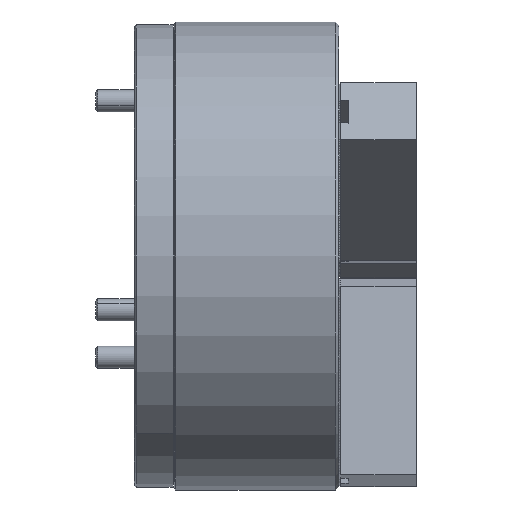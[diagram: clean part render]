
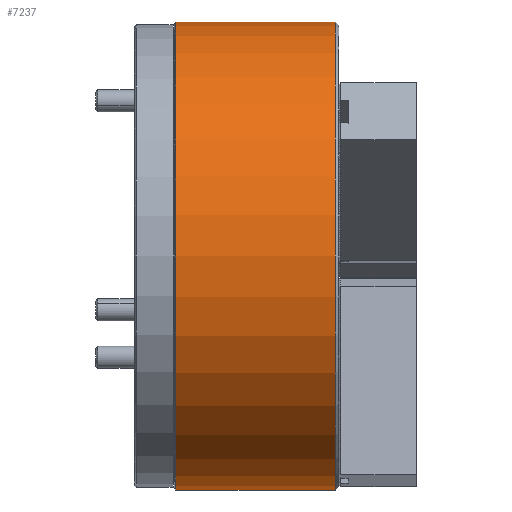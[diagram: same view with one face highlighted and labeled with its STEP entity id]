
A CAD part, front view. The second image highlights one B-rep face of the part: STEP entity #7237.
In plain terms, the highlighted cylindrical face has radius 127 mm (diameter 254 mm), a partial arc.
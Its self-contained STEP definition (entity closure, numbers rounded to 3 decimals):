
#23 = DIRECTION ( 'NONE',  ( 0., 0., -1. ) ) ;
#1754 = EDGE_CURVE ( 'NONE', #32195, #14982, #36722, .T. ) ;
#3551 = EDGE_CURVE ( 'NONE', #7340, #14982, #8419, .T. ) ;
#3931 = CARTESIAN_POINT ( 'NONE',  ( 87.5, 0., 0. ) ) ;
#6563 = ORIENTED_EDGE ( 'NONE', *, *, #27025, .T. ) ;
#6629 = VECTOR ( 'NONE', #26686, 1000. ) ;
#6897 = DIRECTION ( 'NONE',  ( 0., 0., -1. ) ) ;
#7237 = ADVANCED_FACE ( 'NONE', ( #11318 ), #10378, .T. ) ;
#7340 = VERTEX_POINT ( 'NONE', #37892 ) ;
#7910 = DIRECTION ( 'NONE',  ( -1., 0., 0. ) ) ;
#8419 = CIRCLE ( 'NONE', #30855, 127. ) ;
#8972 = CARTESIAN_POINT ( 'NONE',  ( 89.5, 0., 127. ) ) ;
#10378 = CYLINDRICAL_SURFACE ( 'NONE', #33227, 127. ) ;
#11318 = FACE_OUTER_BOUND ( 'NONE', #29609, .T. ) ;
#14141 = VERTEX_POINT ( 'NONE', #31730 ) ;
#14982 = VERTEX_POINT ( 'NONE', #30365 ) ;
#17570 = CARTESIAN_POINT ( 'NONE',  ( 87.5, 0., -127. ) ) ;
#17749 = DIRECTION ( 'NONE',  ( 1., 0., 0. ) ) ;
#22627 = DIRECTION ( 'NONE',  ( 0., 0., 1. ) ) ;
#22954 = ORIENTED_EDGE ( 'NONE', *, *, #3551, .T. ) ;
#24585 = DIRECTION ( 'NONE',  ( -1., 0., 0. ) ) ;
#24811 = CIRCLE ( 'NONE', #31591, 127. ) ;
#25038 = EDGE_CURVE ( 'NONE', #32195, #14141, #24811, .T. ) ;
#25603 = CARTESIAN_POINT ( 'NONE',  ( 89.5, 0., 0. ) ) ;
#26686 = DIRECTION ( 'NONE',  ( -1., 0., 0. ) ) ;
#27025 = EDGE_CURVE ( 'NONE', #14141, #7340, #38100, .T. ) ;
#27277 = ORIENTED_EDGE ( 'NONE', *, *, #1754, .F. ) ;
#28872 = VECTOR ( 'NONE', #34346, 1000. ) ;
#29609 = EDGE_LOOP ( 'NONE', ( #27277, #33876, #6563, #22954 ) ) ;
#30365 = CARTESIAN_POINT ( 'NONE',  ( 1., 0., -127. ) ) ;
#30855 = AXIS2_PLACEMENT_3D ( 'NONE', #35424, #17749, #23 ) ;
#31357 = CARTESIAN_POINT ( 'NONE',  ( 89.5, 0., -127. ) ) ;
#31591 = AXIS2_PLACEMENT_3D ( 'NONE', #3931, #24585, #6897 ) ;
#31730 = CARTESIAN_POINT ( 'NONE',  ( 87.5, 0., 127. ) ) ;
#32195 = VERTEX_POINT ( 'NONE', #17570 ) ;
#33227 = AXIS2_PLACEMENT_3D ( 'NONE', #25603, #7910, #22627 ) ;
#33876 = ORIENTED_EDGE ( 'NONE', *, *, #25038, .T. ) ;
#34346 = DIRECTION ( 'NONE',  ( -1., 0., 0. ) ) ;
#35424 = CARTESIAN_POINT ( 'NONE',  ( 1., 0., 0. ) ) ;
#36722 = LINE ( 'NONE', #31357, #28872 ) ;
#37892 = CARTESIAN_POINT ( 'NONE',  ( 1., 0., 127. ) ) ;
#38100 = LINE ( 'NONE', #8972, #6629 ) ;
